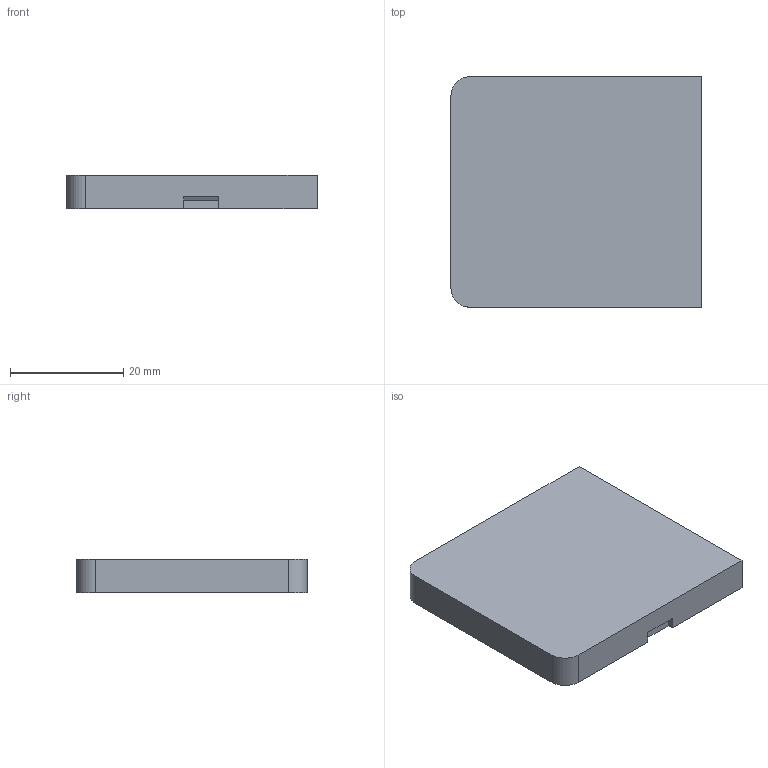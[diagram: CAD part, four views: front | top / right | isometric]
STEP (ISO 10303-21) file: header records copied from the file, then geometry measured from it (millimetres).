
FILE_DESCRIPTION (( 'STEP AP214' ), '1' );
FILE_NAME ('Enclosure_bottom.STEP', '2024-11-17T15:54:39', ( '' ), ( '' ), 'SwSTEP 2.0', 'SolidWorks 2021', '' );
FILE_SCHEMA (( 'AUTOMOTIVE_DESIGN' ));
Length unit declared in the file: millimetre
Products named in the file (1): Enclosure_bottom
Bounding box: 44.12 x 40.62 x 5.9 mm (x, y, z)
Volume: 4772.9 mm3; surface area: 5285.1 mm2
Topology: 1 solids, 1 shells, 35 faces, 84 edges, 56 vertices
Faces by surface type: plane 27, cylinder 6, cone 2
Full cylindrical faces by diameter (mm): 5.2 x2
Entity records: 1028 total; most frequent: CARTESIAN_POINT 172, DIRECTION 168, ORIENTED_EDGE 160, EDGE_CURVE 80, VECTOR 64, LINE 64, VERTEX_POINT 56, AXIS2_PLACEMENT_3D 52
